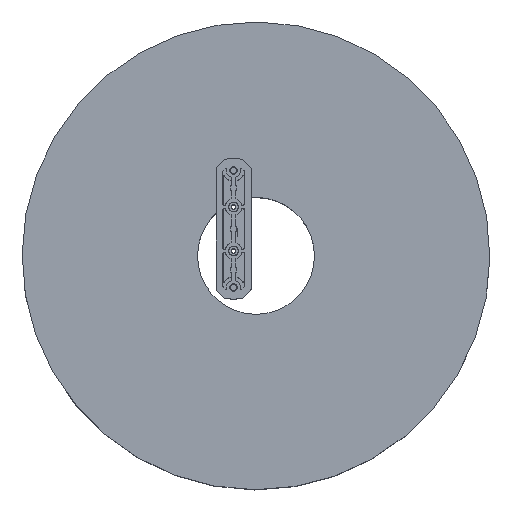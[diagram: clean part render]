
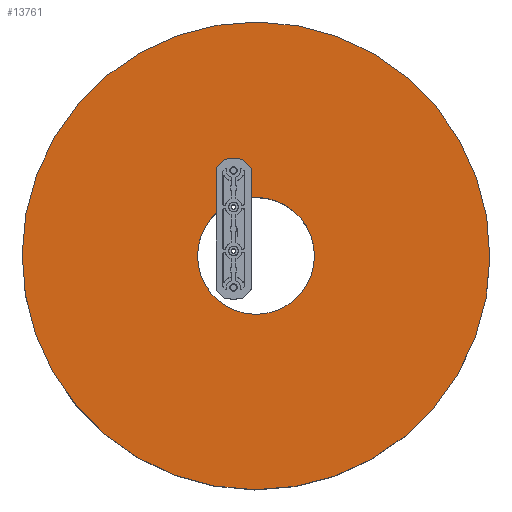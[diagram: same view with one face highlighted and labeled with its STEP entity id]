
A CAD part, top view. The second image highlights one B-rep face of the part: STEP entity #13761.
In plain terms, the highlighted face is planar.
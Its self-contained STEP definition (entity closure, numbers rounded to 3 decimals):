
#213 = EDGE_CURVE ( 'NONE', #1877, #17121, #8011, .T. ) ;
#447 = PLANE ( 'NONE',  #16376 ) ;
#552 = EDGE_LOOP ( 'NONE', ( #4164, #926 ) ) ;
#901 = CIRCLE ( 'NONE', #13700, 25. ) ;
#926 = ORIENTED_EDGE ( 'NONE', *, *, #12090, .T. ) ;
#1573 = CARTESIAN_POINT ( 'NONE',  ( 0., 0., 0. ) ) ;
#1877 = VERTEX_POINT ( 'NONE', #13612 ) ;
#2236 = ORIENTED_EDGE ( 'NONE', *, *, #10576, .F. ) ;
#3020 = DIRECTION ( 'NONE',  ( 0., 0., 1. ) ) ;
#3046 = ORIENTED_EDGE ( 'NONE', *, *, #7216, .F. ) ;
#3124 = DIRECTION ( 'NONE',  ( 0., 0., 1. ) ) ;
#4024 = DIRECTION ( 'NONE',  ( 0., 1., 0. ) ) ;
#4164 = ORIENTED_EDGE ( 'NONE', *, *, #213, .T. ) ;
#4796 = AXIS2_PLACEMENT_3D ( 'NONE', #13205, #15649, #9018 ) ;
#4828 = FACE_OUTER_BOUND ( 'NONE', #9823, .T. ) ;
#6257 = CIRCLE ( 'NONE', #14943, 100. ) ;
#6504 = VERTEX_POINT ( 'NONE', #15732 ) ;
#7216 = EDGE_CURVE ( 'NONE', #6504, #15645, #11008, .T. ) ;
#7410 = CARTESIAN_POINT ( 'NONE',  ( 0., 0., 0. ) ) ;
#8011 = CIRCLE ( 'NONE', #4796, 25. ) ;
#9018 = DIRECTION ( 'NONE',  ( 0., 0., 1. ) ) ;
#9823 = EDGE_LOOP ( 'NONE', ( #2236, #3046 ) ) ;
#10576 = EDGE_CURVE ( 'NONE', #15645, #6504, #6257, .T. ) ;
#11008 = CIRCLE ( 'NONE', #15643, 100. ) ;
#12090 = EDGE_CURVE ( 'NONE', #17121, #1877, #901, .T. ) ;
#13034 = FACE_BOUND ( 'NONE', #552, .T. ) ;
#13068 = CARTESIAN_POINT ( 'NONE',  ( 0., 0., 0. ) ) ;
#13205 = CARTESIAN_POINT ( 'NONE',  ( 0., 0., 0. ) ) ;
#13612 = CARTESIAN_POINT ( 'NONE',  ( 0., 0., -25. ) ) ;
#13700 = AXIS2_PLACEMENT_3D ( 'NONE', #1573, #16956, #3124 ) ;
#13761 = ADVANCED_FACE ( 'NONE', ( #4828, #13034 ), #447, .F. ) ;
#14300 = DIRECTION ( 'NONE',  ( 0., 0., 1. ) ) ;
#14425 = DIRECTION ( 'NONE',  ( 0., 1., 0. ) ) ;
#14943 = AXIS2_PLACEMENT_3D ( 'NONE', #13068, #14425, #16042 ) ;
#14992 = CARTESIAN_POINT ( 'NONE',  ( 0., 0., -100. ) ) ;
#15210 = CARTESIAN_POINT ( 'NONE',  ( 0., 0., 0. ) ) ;
#15643 = AXIS2_PLACEMENT_3D ( 'NONE', #15210, #4024, #3020 ) ;
#15645 = VERTEX_POINT ( 'NONE', #14992 ) ;
#15649 = DIRECTION ( 'NONE',  ( 0., 1., 0. ) ) ;
#15732 = CARTESIAN_POINT ( 'NONE',  ( 0., 0., 100. ) ) ;
#16042 = DIRECTION ( 'NONE',  ( 0., 0., 1. ) ) ;
#16156 = CARTESIAN_POINT ( 'NONE',  ( 0., 0., 25. ) ) ;
#16376 = AXIS2_PLACEMENT_3D ( 'NONE', #7410, #17111, #14300 ) ;
#16956 = DIRECTION ( 'NONE',  ( 0., 1., 0. ) ) ;
#17111 = DIRECTION ( 'NONE',  ( 0., 1., 0. ) ) ;
#17121 = VERTEX_POINT ( 'NONE', #16156 ) ;
